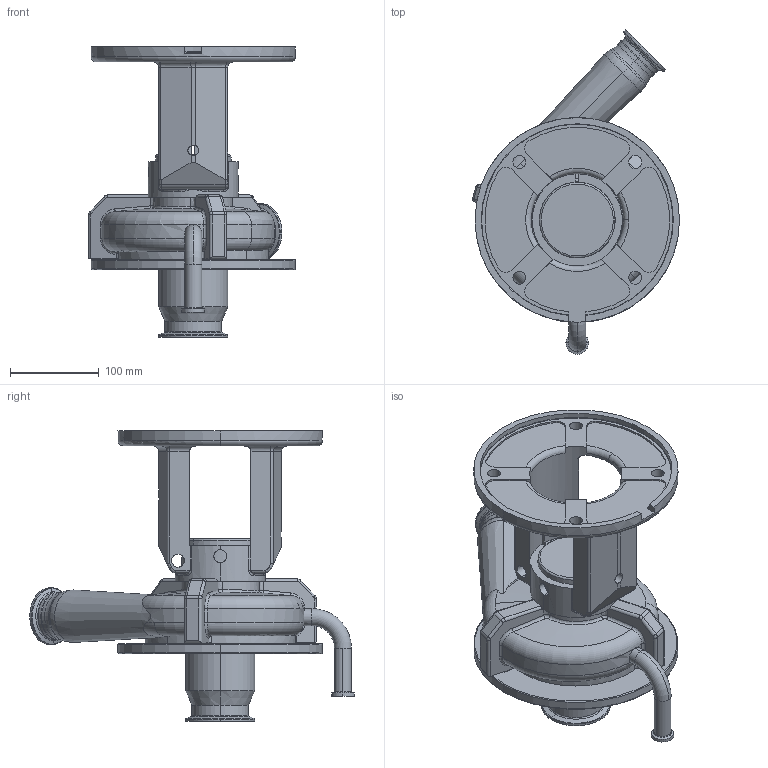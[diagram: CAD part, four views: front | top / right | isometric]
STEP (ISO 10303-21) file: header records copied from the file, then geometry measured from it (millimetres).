
FILE_DESCRIPTION (( 'STEP AP214' ), '1' );
FILE_NAME ('FPR 3521-3522 180-250TC 45L 3-4 IN ELBOW FRONT DRAIN.STEP', '2022-12-22T19:02:06', ( '' ), ( '' ), 'SwSTEP 2.0', 'SolidWorks 2021', '' );
FILE_SCHEMA (( 'AUTOMOTIVE_DESIGN' ));
Length unit declared in the file: millimetre
Products named in the file (1): FPR 3521-3522 180-250TC 45L 3-4 IN ELBOW FRONT DRAIN
Bounding box: 232.82 x 364.9 x 326.5 mm (x, y, z)
Volume: 3219307 mm3; surface area: 424255.1 mm2
Topology: 1 solids, 2 shells, 474 faces, 1215 edges, 737 vertices
Faces by surface type: cylinder 183, torus 100, plane 85, bspline 58, cone 43, sphere 5
Entity records: 20197 total; most frequent: CARTESIAN_POINT 9064, ORIENTED_EDGE 2418, DIRECTION 2309, EDGE_CURVE 1209, AXIS2_PLACEMENT_3D 964, VERTEX_POINT 737, CIRCLE 547, EDGE_LOOP 502
